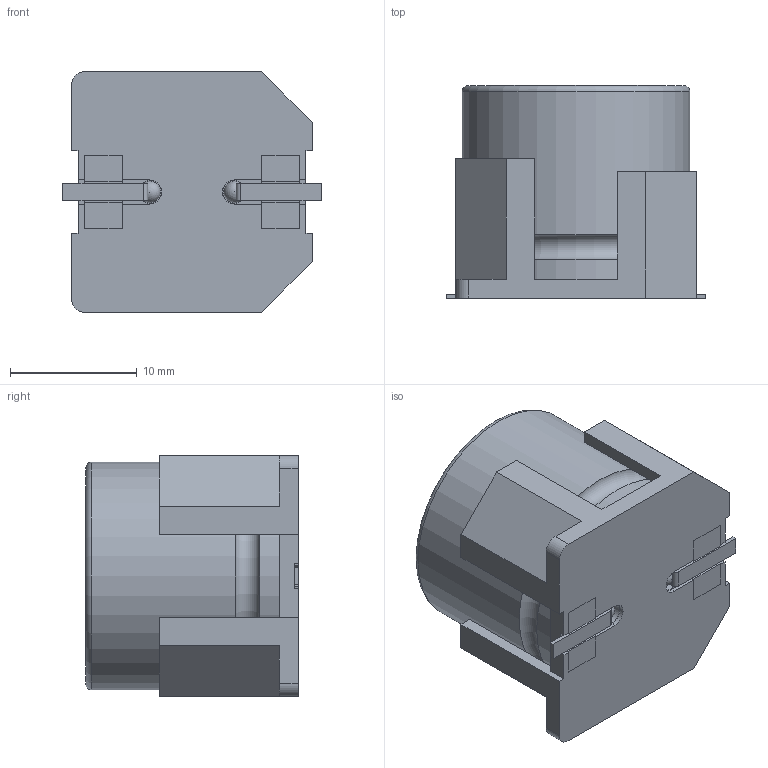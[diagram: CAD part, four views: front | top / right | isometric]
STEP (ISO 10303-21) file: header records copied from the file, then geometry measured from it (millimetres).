
FILE_DESCRIPTION(/* description */ (''),/* implementation_level */ '2;1');
FILE_NAME(/* name */ '耐振品Φ18 SIZE CODE K16.stp',/* time_stamp */ '2018-06-21T10:22:13+09:00',/* author */ ('HIDE'),/* organization */ (''),/* preprocessor_version */ 'ST-DEVELOPER v16.13',/* originating_system */ 'Autodesk Inventor 2018',/* authorisation */ '');
FILE_SCHEMA (('AUTOMOTIVE_DESIGN { 1 0 10303 214 3 1 1 }'));
Length unit declared in the file: millimetre
Products named in the file (5): 耐振品Φ18 SIZE CODE K16; 耐振品ケースΦ18x15.3L SIDE CODE 
K16; 耐振品座版Φ18 SIZE CODE K16; 耐振品座版用補助端子Φ18 
SIZE CODE K16; 耐振品リード線Φ18 SIZE CODE K1
6
Assembly tree (6 placements, depth 2):
  耐振品Φ18 SIZE CODE K16
    耐振品ケースΦ18x15.3L SIDE CODE 
K16
    耐振品座版Φ18 SIZE CODE K16
    耐振品座版用補助端子Φ18 
SIZE CODE K16  x2
    耐振品リード線Φ18 SIZE CODE K1
6  x2
Bounding box: 20.4 x 16.8 x 19 mm (x, y, z)
Volume: 4804.3 mm3; surface area: 3087.1 mm2
Topology: 6 solids, 6 shells, 129 faces, 345 edges, 229 vertices
Faces by surface type: plane 109, cylinder 16, torus 2, sphere 2
Full cylindrical faces by diameter (mm): 1.7 x2, 1.8 x2, 18 x2
Entity records: 3476 total; most frequent: CARTESIAN_POINT 572, ORIENTED_EDGE 544, DIRECTION 535, EDGE_CURVE 272, LINE 239, VECTOR 239, VERTEX_POINT 185, AXIS2_PLACEMENT_3D 148
